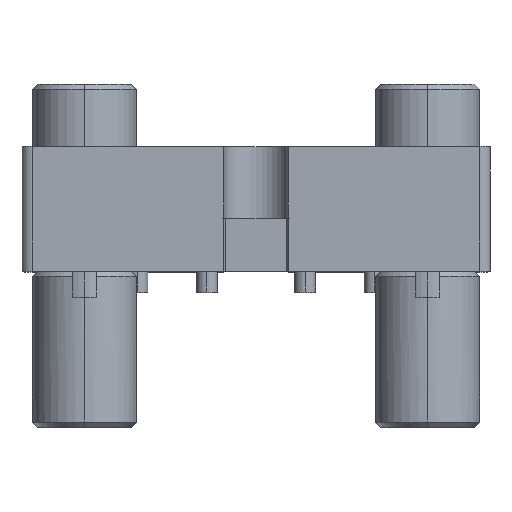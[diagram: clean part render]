
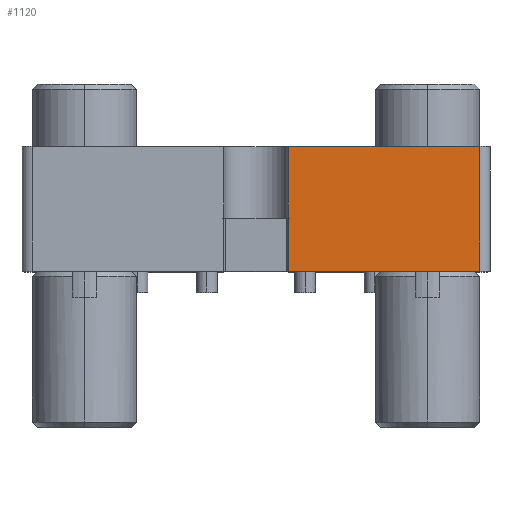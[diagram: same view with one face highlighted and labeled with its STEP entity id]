
A CAD part, top view. The second image highlights one B-rep face of the part: STEP entity #1120.
In plain terms, the highlighted planar face has unit normal (0, 0, 1).
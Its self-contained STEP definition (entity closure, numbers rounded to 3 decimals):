
#97 = VECTOR ( 'NONE', #2245, 1000. ) ;
#332 = EDGE_CURVE ( 'NONE', #2066, #3734, #2503, .T. ) ;
#582 = AXIS2_PLACEMENT_3D ( 'NONE', #3892, #3746, #2530 ) ;
#791 = FACE_OUTER_BOUND ( 'NONE', #1175, .T. ) ;
#967 = ORIENTED_EDGE ( 'NONE', *, *, #332, .F. ) ;
#1120 = ADVANCED_FACE ( 'NONE', ( #791 ), #4236, .F. ) ;
#1159 = EDGE_CURVE ( 'NONE', #2028, #2066, #3464, .T. ) ;
#1175 = EDGE_LOOP ( 'NONE', ( #1637, #3955, #967, #3218, #3952 ) ) ;
#1197 = CARTESIAN_POINT ( 'NONE',  ( 3.1, 6., 22.5 ) ) ;
#1219 = CARTESIAN_POINT ( 'NONE',  ( 3.1, -17.011, 22.5 ) ) ;
#1472 = VECTOR ( 'NONE', #1894, 1000. ) ;
#1491 = CARTESIAN_POINT ( 'NONE',  ( 3.1, -0.9, 22.5 ) ) ;
#1543 = EDGE_CURVE ( 'NONE', #1995, #3734, #3283, .T. ) ;
#1547 = EDGE_CURVE ( 'NONE', #2540, #1995, #2497, .T. ) ;
#1637 = ORIENTED_EDGE ( 'NONE', *, *, #1547, .T. ) ;
#1722 = CARTESIAN_POINT ( 'NONE',  ( 21.5, 6., 22.5 ) ) ;
#1894 = DIRECTION ( 'NONE',  ( 0., 1., 0. ) ) ;
#1995 = VERTEX_POINT ( 'NONE', #3967 ) ;
#2028 = VERTEX_POINT ( 'NONE', #1491 ) ;
#2041 = DIRECTION ( 'NONE',  ( 0., 1., 0. ) ) ;
#2066 = VERTEX_POINT ( 'NONE', #1197 ) ;
#2101 = CARTESIAN_POINT ( 'NONE',  ( 3.1, -6., 22.5 ) ) ;
#2114 = CARTESIAN_POINT ( 'NONE',  ( -22.5, 6., 22.5 ) ) ;
#2245 = DIRECTION ( 'NONE',  ( 0., 1., 0. ) ) ;
#2283 = VECTOR ( 'NONE', #2984, 1000. ) ;
#2497 = LINE ( 'NONE', #3365, #2283 ) ;
#2503 = LINE ( 'NONE', #2114, #4196 ) ;
#2530 = DIRECTION ( 'NONE',  ( -1., 0., 0. ) ) ;
#2540 = VERTEX_POINT ( 'NONE', #2101 ) ;
#2661 = CARTESIAN_POINT ( 'NONE',  ( 21.5, 6., 22.5 ) ) ;
#2984 = DIRECTION ( 'NONE',  ( 1., 0., 0. ) ) ;
#3203 = DIRECTION ( 'NONE',  ( 1., 0., 0. ) ) ;
#3218 = ORIENTED_EDGE ( 'NONE', *, *, #1159, .F. ) ;
#3248 = CARTESIAN_POINT ( 'NONE',  ( 3.1, -17.011, 22.5 ) ) ;
#3283 = LINE ( 'NONE', #1722, #4075 ) ;
#3365 = CARTESIAN_POINT ( 'NONE',  ( -22.5, -6., 22.5 ) ) ;
#3464 = LINE ( 'NONE', #1219, #1472 ) ;
#3647 = LINE ( 'NONE', #3248, #97 ) ;
#3734 = VERTEX_POINT ( 'NONE', #2661 ) ;
#3746 = DIRECTION ( 'NONE',  ( 0., 0., -1. ) ) ;
#3892 = CARTESIAN_POINT ( 'NONE',  ( -22.5, 6., 22.5 ) ) ;
#3931 = EDGE_CURVE ( 'NONE', #2540, #2028, #3647, .T. ) ;
#3952 = ORIENTED_EDGE ( 'NONE', *, *, #3931, .F. ) ;
#3955 = ORIENTED_EDGE ( 'NONE', *, *, #1543, .T. ) ;
#3967 = CARTESIAN_POINT ( 'NONE',  ( 21.5, -6., 22.5 ) ) ;
#4075 = VECTOR ( 'NONE', #2041, 1000. ) ;
#4196 = VECTOR ( 'NONE', #3203, 1000. ) ;
#4236 = PLANE ( 'NONE',  #582 ) ;
